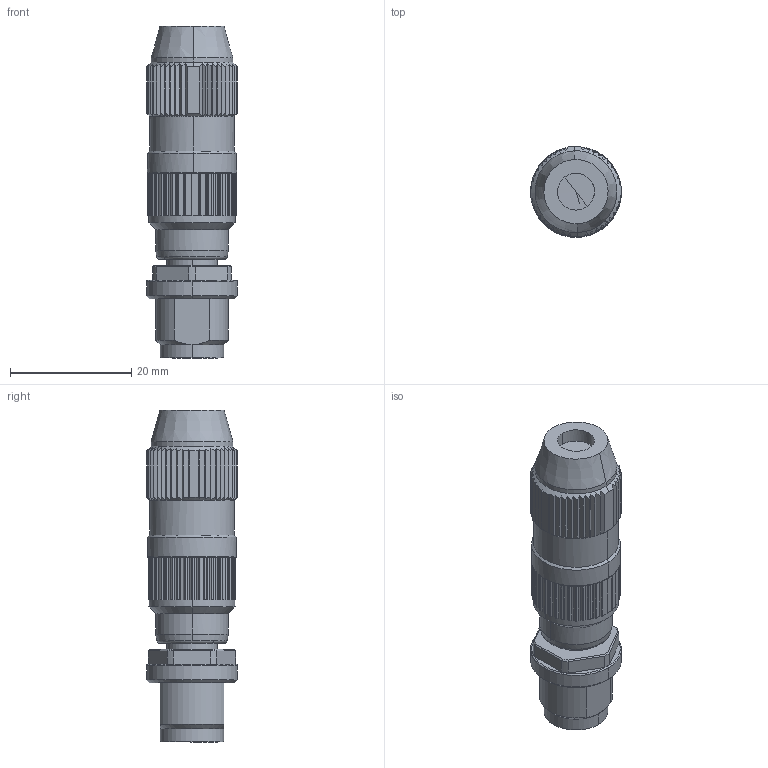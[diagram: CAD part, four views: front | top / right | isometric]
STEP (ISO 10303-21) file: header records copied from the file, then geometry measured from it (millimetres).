
FILE_DESCRIPTION(('CATIA V5 STEP Exchange','CAx-IF Rec.Pracs.--- Model Styling and Organization---1.4--- 2014-01-23'),'2;1');
FILE_NAME ('378746-1_0', '2021-01-11T15:52:56+00:00', ('none'), ('Weidmueller'), 'CATIA Version 5-6 Release 2016 SP3 HF44', 'CATIA V5 STEP AP214', 'none');
FILE_SCHEMA(('AUTOMOTIVE_DESIGN { 1 0 10303 214 1 1 1 1 }'));
Length unit declared in the file: millimetre
Products named in the file (1): 1781550000
Bounding box: 15 x 15 x 54.8 mm (x, y, z)
Volume: 7149.6 mm3; surface area: 3686.9 mm2
Topology: 3 solids, 3 shells, 458 faces, 1200 edges, 755 vertices
Faces by surface type: plane 315, cylinder 75, cone 46, bspline 16, torus 6
Entity records: 14774 total; most frequent: CARTESIAN_POINT 4348, ORIENTED_EDGE 2396, DIRECTION 1741, EDGE_CURVE 1198, VERTEX_POINT 755, AXIS2_PLACEMENT_3D 717, VECTOR 584, LINE 584
